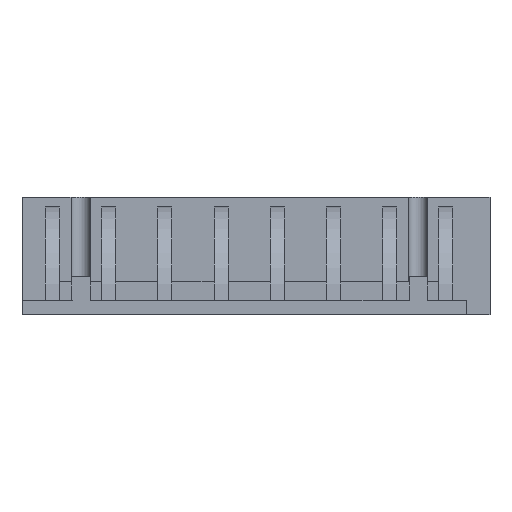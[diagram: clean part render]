
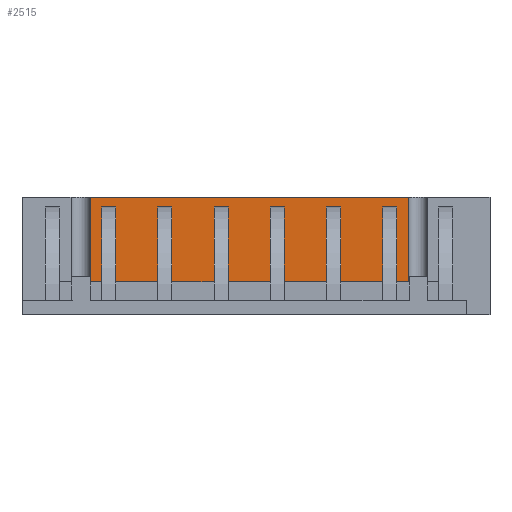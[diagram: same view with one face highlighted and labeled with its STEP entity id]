
A CAD part, front view. The second image highlights one B-rep face of the part: STEP entity #2515.
In plain terms, the highlighted planar face has unit normal (0, -1, 0).
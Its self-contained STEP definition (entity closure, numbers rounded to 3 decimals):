
#65=PLANE('',#2678);
#146=FACE_OUTER_BOUND('',#280,.T.);
#280=EDGE_LOOP('',(#1713,#1714,#1715,#1716));
#428=LINE('',#3760,#677);
#430=LINE('',#3766,#679);
#431=LINE('',#3768,#680);
#432=LINE('',#3769,#681);
#677=VECTOR('',#2958,10.);
#679=VECTOR('',#2964,10.);
#680=VECTOR('',#2965,10.);
#681=VECTOR('',#2966,10.);
#1064=VERTEX_POINT('',#3756);
#1066=VERTEX_POINT('',#3759);
#1068=VERTEX_POINT('',#3765);
#1069=VERTEX_POINT('',#3767);
#1323=EDGE_CURVE('',#1066,#1064,#428,.T.);
#1326=EDGE_CURVE('',#1068,#1064,#430,.T.);
#1327=EDGE_CURVE('',#1068,#1069,#431,.T.);
#1328=EDGE_CURVE('',#1069,#1066,#432,.T.);
#1713=ORIENTED_EDGE('',*,*,#1323,.T.);
#1714=ORIENTED_EDGE('',*,*,#1326,.F.);
#1715=ORIENTED_EDGE('',*,*,#1327,.T.);
#1716=ORIENTED_EDGE('',*,*,#1328,.T.);
#2515=ADVANCED_FACE('',(#146),#65,.T.);
#2678=AXIS2_PLACEMENT_3D('',#3764,#2962,#2963);
#2958=DIRECTION('',(0.,0.,1.));
#2962=DIRECTION('center_axis',(0.,-1.,0.));
#2963=DIRECTION('ref_axis',(-1.,0.,0.));
#2964=DIRECTION('',(1.,0.,0.));
#2965=DIRECTION('',(0.,0.,-1.));
#2966=DIRECTION('',(1.,0.,0.));
#3756=CARTESIAN_POINT('',(75.95,-25.,25.));
#3759=CARTESIAN_POINT('',(75.95,-25.,0.));
#3760=CARTESIAN_POINT('',(75.95,-25.,25.));
#3764=CARTESIAN_POINT('Origin',(88.5,-25.,25.));
#3765=CARTESIAN_POINT('',(8.05,-25.,25.));
#3766=CARTESIAN_POINT('',(88.5,-25.,25.));
#3767=CARTESIAN_POINT('',(8.05,-25.,0.));
#3768=CARTESIAN_POINT('',(8.05,-25.,25.));
#3769=CARTESIAN_POINT('',(88.5,-25.,0.));
